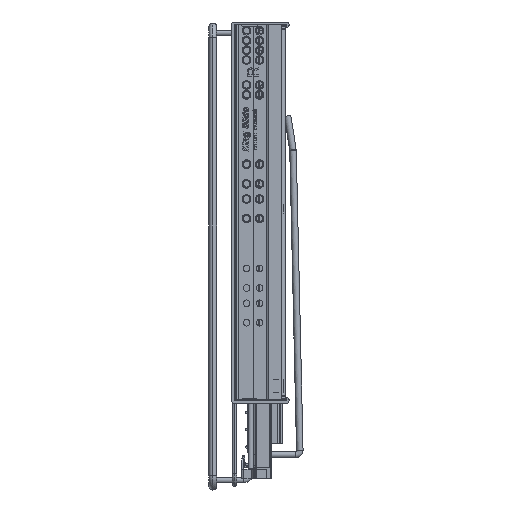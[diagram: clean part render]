
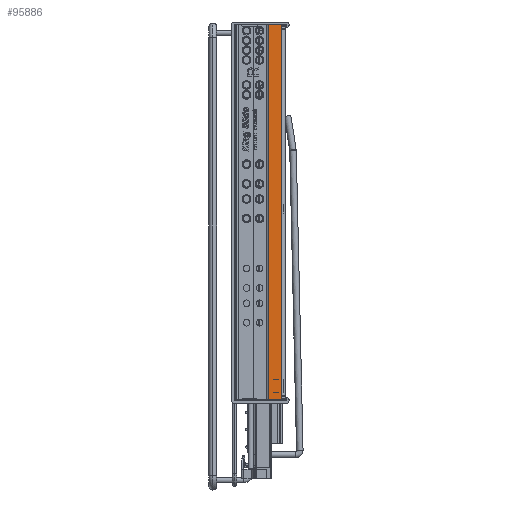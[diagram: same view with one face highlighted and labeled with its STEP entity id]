
A CAD part, left-side view. The second image highlights one B-rep face of the part: STEP entity #95886.
In plain terms, the highlighted face is planar.
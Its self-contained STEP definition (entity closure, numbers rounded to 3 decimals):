
#361 = DIRECTION ( 'NONE',  ( -1., 0., 0. ) ) ;
#7575 = PLANE ( 'NONE',  #73027 ) ;
#8934 = DIRECTION ( 'NONE',  ( 0., -1., 0. ) ) ;
#17198 = ORIENTED_EDGE ( 'NONE', *, *, #49531, .T. ) ;
#17710 = CARTESIAN_POINT ( 'NONE',  ( 0., 15.652, 346. ) ) ;
#25319 = VECTOR ( 'NONE', #8934, 1000. ) ;
#28731 = ORIENTED_EDGE ( 'NONE', *, *, #97607, .T. ) ;
#29343 = CARTESIAN_POINT ( 'NONE',  ( 0., 3.6, 0. ) ) ;
#34571 = VECTOR ( 'NONE', #86088, 1000. ) ;
#37120 = VERTEX_POINT ( 'NONE', #107474 ) ;
#44833 = FACE_OUTER_BOUND ( 'NONE', #93364, .T. ) ;
#46264 = VECTOR ( 'NONE', #107944, 1000. ) ;
#49531 = EDGE_CURVE ( 'NONE', #89787, #37120, #59627, .T. ) ;
#51254 = VERTEX_POINT ( 'NONE', #107115 ) ;
#52624 = DIRECTION ( 'NONE',  ( 0., 0., -1. ) ) ;
#53237 = LINE ( 'NONE', #116957, #46264 ) ;
#54905 = EDGE_CURVE ( 'NONE', #108490, #37120, #73811, .T. ) ;
#59627 = LINE ( 'NONE', #95684, #34571 ) ;
#61494 = ORIENTED_EDGE ( 'NONE', *, *, #54905, .F. ) ;
#65386 = CARTESIAN_POINT ( 'NONE',  ( 0., 3.6, 0. ) ) ;
#73027 = AXIS2_PLACEMENT_3D ( 'NONE', #82648, #361, #52624 ) ;
#73811 = LINE ( 'NONE', #29343, #77052 ) ;
#77052 = VECTOR ( 'NONE', #83999, 1000. ) ;
#82648 = CARTESIAN_POINT ( 'NONE',  ( 0., 15.652, 0. ) ) ;
#83977 = LINE ( 'NONE', #84568, #25319 ) ;
#83999 = DIRECTION ( 'NONE',  ( 0., 0., 1. ) ) ;
#84568 = CARTESIAN_POINT ( 'NONE',  ( 0., 15.652, 0. ) ) ;
#86088 = DIRECTION ( 'NONE',  ( 0., -1., 0. ) ) ;
#89787 = VERTEX_POINT ( 'NONE', #17710 ) ;
#93364 = EDGE_LOOP ( 'NONE', ( #61494, #105415, #28731, #17198 ) ) ;
#95684 = CARTESIAN_POINT ( 'NONE',  ( 0., 15.652, 346. ) ) ;
#95886 = ADVANCED_FACE ( 'NONE', ( #44833 ), #7575, .F. ) ;
#97329 = EDGE_CURVE ( 'NONE', #51254, #108490, #83977, .T. ) ;
#97607 = EDGE_CURVE ( 'NONE', #51254, #89787, #53237, .T. ) ;
#105415 = ORIENTED_EDGE ( 'NONE', *, *, #97329, .F. ) ;
#107115 = CARTESIAN_POINT ( 'NONE',  ( 0., 15.652, 0. ) ) ;
#107474 = CARTESIAN_POINT ( 'NONE',  ( 0., 3.6, 346. ) ) ;
#107944 = DIRECTION ( 'NONE',  ( 0., 0., 1. ) ) ;
#108490 = VERTEX_POINT ( 'NONE', #65386 ) ;
#116957 = CARTESIAN_POINT ( 'NONE',  ( 0., 15.652, 0. ) ) ;
